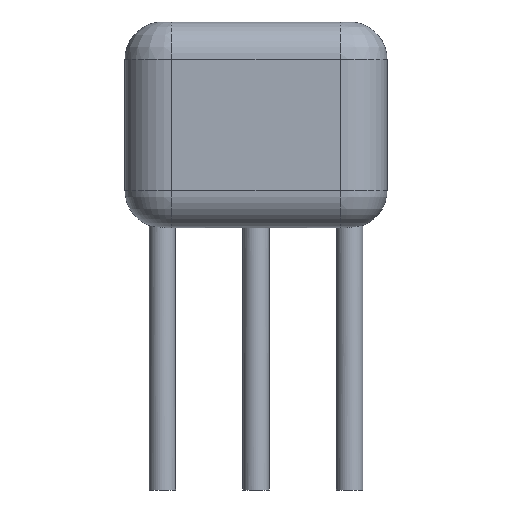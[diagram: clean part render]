
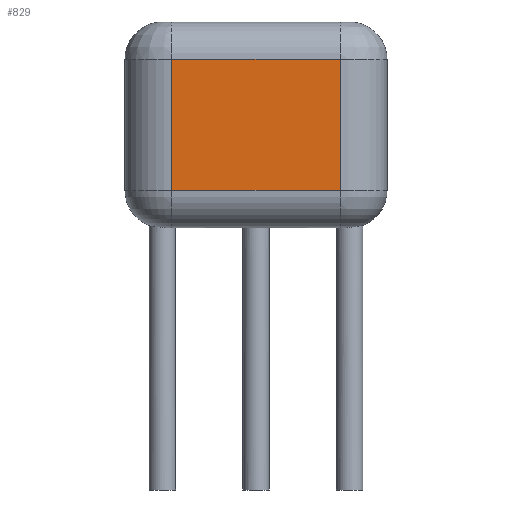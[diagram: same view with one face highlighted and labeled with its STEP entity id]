
A CAD part, front view. The second image highlights one B-rep face of the part: STEP entity #829.
In plain terms, the highlighted planar face has unit normal (0, -1, 0).
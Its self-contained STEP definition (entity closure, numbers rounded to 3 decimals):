
#12=DIRECTION('',(0.,0.,1.));
#26=DIRECTION('',(1.,0.,0.));
#30=DIRECTION('',(-1.,0.,0.));
#275=VECTOR('',#26,1.);
#351=VERTEX_POINT('',#352);
#352=CARTESIAN_POINT('',(0.25,-1.25,4.));
#378=ORIENTED_EDGE('',*,*,#379,.T.);
#379=EDGE_CURVE('',#351,#380,#382,.T.);
#380=VERTEX_POINT('',#381);
#381=CARTESIAN_POINT('',(4.75,-1.25,4.));
#382=LINE('',#383,#275);
#383=CARTESIAN_POINT('',(0.25,-1.25,4.));
#642=VECTOR('',#12,1.);
#662=VERTEX_POINT('',#663);
#663=CARTESIAN_POINT('',(0.25,-1.25,7.5));
#668=ORIENTED_EDGE('',*,*,#669,.F.);
#669=EDGE_CURVE('',#351,#662,#670,.T.);
#670=LINE('',#671,#642);
#671=CARTESIAN_POINT('',(0.25,-1.25,3.));
#829=ADVANCED_FACE('',(#830),#843,.T.);
#830=FACE_BOUND('',#831,.T.);
#831=EDGE_LOOP('',(#832,#838,#668,#378));
#832=ORIENTED_EDGE('',*,*,#833,.T.);
#833=EDGE_CURVE('',#380,#834,#836,.T.);
#834=VERTEX_POINT('',#835);
#835=CARTESIAN_POINT('',(4.75,-1.25,7.5));
#836=LINE('',#837,#642);
#837=CARTESIAN_POINT('',(4.75,-1.25,3.));
#838=ORIENTED_EDGE('',*,*,#839,.T.);
#839=EDGE_CURVE('',#834,#662,#840,.T.);
#840=LINE('',#841,#842);
#841=CARTESIAN_POINT('',(4.75,-1.25,7.5));
#842=VECTOR('',#30,1.);
#843=PLANE('',#844);
#844=AXIS2_PLACEMENT_3D('',#845,#846,#30);
#845=CARTESIAN_POINT('',(4.75,-1.25,3.));
#846=DIRECTION('',(0.,-1.,0.));
